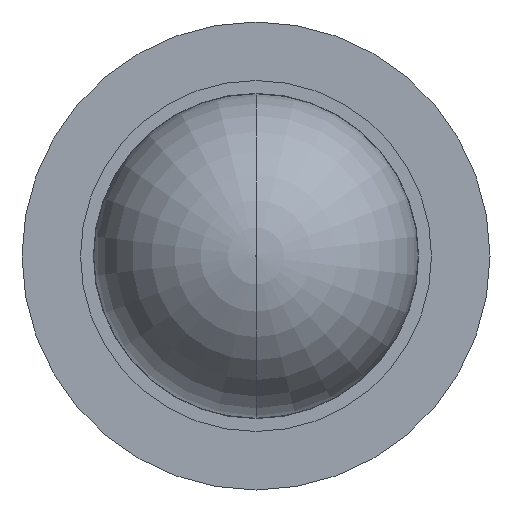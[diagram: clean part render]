
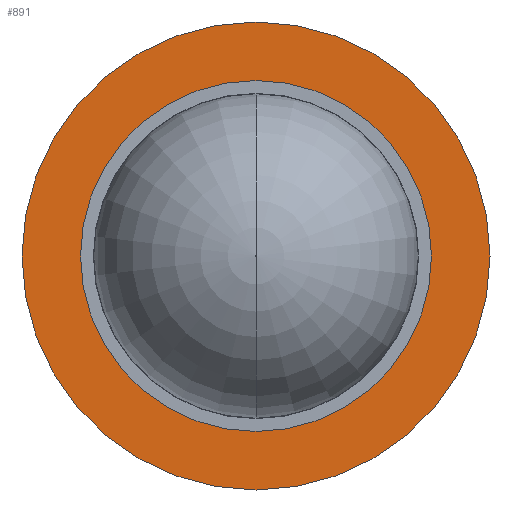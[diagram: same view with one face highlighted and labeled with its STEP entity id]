
A CAD part, front view. The second image highlights one B-rep face of the part: STEP entity #891.
In plain terms, the highlighted planar face has unit normal (0, -1, 0).
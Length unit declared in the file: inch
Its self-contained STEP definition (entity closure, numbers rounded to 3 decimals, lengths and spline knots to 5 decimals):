
#13 = EDGE_CURVE ( 'NONE', #787, #512, #778, .T. ) ;
#46 = VERTEX_POINT ( 'NONE', #306 ) ;
#52 = PLANE ( 'NONE',  #727 ) ;
#76 = DIRECTION ( 'NONE',  ( 0., -1., 0. ) ) ;
#100 = EDGE_LOOP ( 'NONE', ( #227, #378 ) ) ;
#106 = CIRCLE ( 'NONE', #613, 0.0885 ) ;
#127 = DIRECTION ( 'NONE',  ( 0., -1., 0. ) ) ;
#130 = CARTESIAN_POINT ( 'NONE',  ( 0.0885, 0.164, 0. ) ) ;
#165 = FACE_OUTER_BOUND ( 'NONE', #274, .T. ) ;
#166 = ORIENTED_EDGE ( 'NONE', *, *, #13, .T. ) ;
#169 = EDGE_CURVE ( 'NONE', #512, #787, #303, .T. ) ;
#181 = VERTEX_POINT ( 'NONE', #616 ) ;
#194 = DIRECTION ( 'NONE',  ( 0., 0., -1. ) ) ;
#218 = CARTESIAN_POINT ( 'NONE',  ( 0., 0.164, 0. ) ) ;
#227 = ORIENTED_EDGE ( 'NONE', *, *, #456, .F. ) ;
#249 = CIRCLE ( 'NONE', #595, 0.0885 ) ;
#274 = EDGE_LOOP ( 'NONE', ( #825, #166 ) ) ;
#297 = CARTESIAN_POINT ( 'NONE',  ( 0., 0.164, 0. ) ) ;
#303 = CIRCLE ( 'NONE', #530, 0.118 ) ;
#306 = CARTESIAN_POINT ( 'NONE',  ( 0., 0.164, -0.0885 ) ) ;
#310 = DIRECTION ( 'NONE',  ( 0., -1., 0. ) ) ;
#316 = FACE_BOUND ( 'NONE', #100, .T. ) ;
#326 = DIRECTION ( 'NONE',  ( 0., 0., -1. ) ) ;
#378 = ORIENTED_EDGE ( 'NONE', *, *, #597, .F. ) ;
#379 = DIRECTION ( 'NONE',  ( 0., 0., -1. ) ) ;
#456 = EDGE_CURVE ( 'NONE', #46, #181, #106, .T. ) ;
#466 = CARTESIAN_POINT ( 'NONE',  ( 0., 0.164, 0. ) ) ;
#473 = DIRECTION ( 'NONE',  ( 0., 0., -1. ) ) ;
#512 = VERTEX_POINT ( 'NONE', #599 ) ;
#530 = AXIS2_PLACEMENT_3D ( 'NONE', #618, #751, #326 ) ;
#531 = DIRECTION ( 'NONE',  ( 0., -1., 0. ) ) ;
#562 = CARTESIAN_POINT ( 'NONE',  ( 0., 0.164, 0.118 ) ) ;
#595 = AXIS2_PLACEMENT_3D ( 'NONE', #297, #531, #788 ) ;
#597 = EDGE_CURVE ( 'NONE', #181, #46, #249, .T. ) ;
#599 = CARTESIAN_POINT ( 'NONE',  ( 0., 0.164, -0.118 ) ) ;
#613 = AXIS2_PLACEMENT_3D ( 'NONE', #218, #76, #379 ) ;
#616 = CARTESIAN_POINT ( 'NONE',  ( 0., 0.164, 0.0885 ) ) ;
#618 = CARTESIAN_POINT ( 'NONE',  ( 0., 0.164, 0. ) ) ;
#727 = AXIS2_PLACEMENT_3D ( 'NONE', #130, #127, #194 ) ;
#751 = DIRECTION ( 'NONE',  ( 0., -1., 0. ) ) ;
#778 = CIRCLE ( 'NONE', #798, 0.118 ) ;
#787 = VERTEX_POINT ( 'NONE', #562 ) ;
#788 = DIRECTION ( 'NONE',  ( 0., 0., -1. ) ) ;
#798 = AXIS2_PLACEMENT_3D ( 'NONE', #466, #310, #473 ) ;
#825 = ORIENTED_EDGE ( 'NONE', *, *, #169, .T. ) ;
#891 = ADVANCED_FACE ( 'NONE', ( #165, #316 ), #52, .T. ) ;
